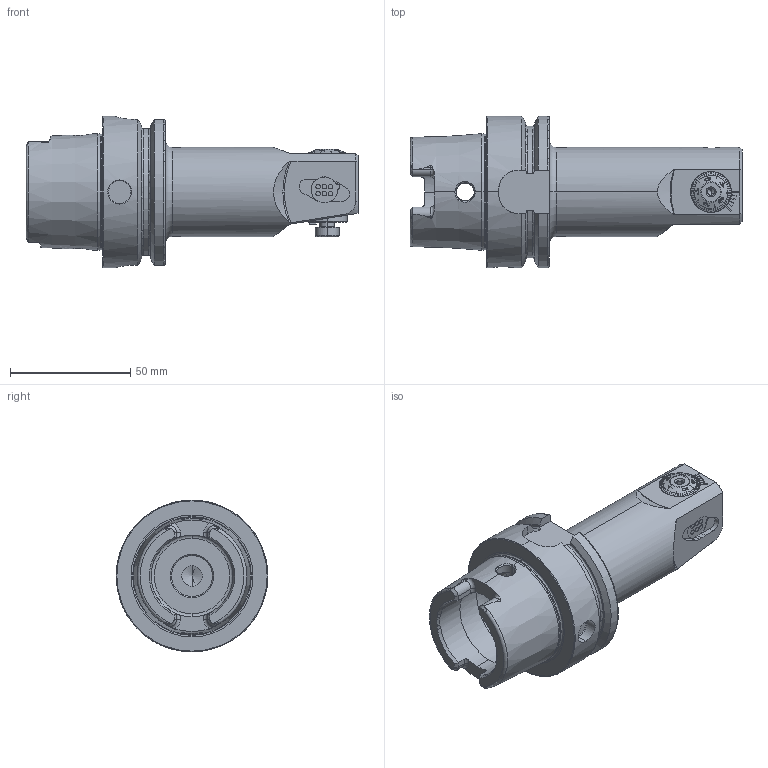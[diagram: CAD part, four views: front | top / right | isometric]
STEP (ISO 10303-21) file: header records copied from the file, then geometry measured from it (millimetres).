
FILE_DESCRIPTION (( 'STEP AP203' ), '1' );
FILE_NAME ('HA6.F32.040.110-D.STEP', '2024-08-27T07:51:57', ( '' ), ( '' ), 'SwSTEP 2.0', 'SolidWorks 2022', '' );
FILE_SCHEMA (( 'CONFIG_CONTROL_DESIGN' ));
Length unit declared in the file: millimetre
Products named in the file (17): DIN 7984 - M6 x 10; HA6-F32.DA3.110_A_bohrungen gefüllt; ISO 4026 - M6 x 8; T7 M2.5 x 6; F32-BG3.006.026_A; F32-BG2.009.012_A; Klebstoff D6; Fxx-MAB.xxx.xxx_A_F32x1.3; PEE-DA3.011.026_A; F32-BG2.014.012_A; F32-BG2.017.003_A; F32-BG2.017.004_A; F32-BG1.DA4.017_Standart; F32-BG1.010.006_A; HA6.F32.040.110-D; DIN 3771 - 15x1.0; F32-BG1.DA3.017_B_Aktuell 0.6.2014-Mx1.3
Assembly tree (16 placements, depth 3):
  HA6.F32.040.110-D
    HA6-F32.DA3.110_A_bohrungen gefüllt
    F32-BG1.DA4.017_Standart
      F32-BG1.DA3.017_B_Aktuell 0.6.2014-Mx1.3
      F32-BG2.014.012_A
      F32-BG2.017.003_A
      F32-BG2.017.004_A
      F32-BG2.009.012_A
      F32-BG1.010.006_A
      Fxx-MAB.xxx.xxx_A_F32x1.3
      DIN 3771 - 15x1.0
    Klebstoff D6
    T7 M2.5 x 6
    ISO 4026 - M6 x 8
    F32-BG3.006.026_A
    PEE-DA3.011.026_A
    DIN 7984 - M6 x 10
Bounding box: 137.9 x 63 x 63 mm (x, y, z)
Volume: 154954.4 mm3; surface area: 41466.2 mm2
Topology: 15 solids, 15 shells, 937 faces, 2431 edges, 1545 vertices
Faces by surface type: plane 449, cylinder 185, cone 183, torus 73, bspline 47
Entity records: 34547 total; most frequent: CARTESIAN_POINT 10786, ORIENTED_EDGE 4834, DIRECTION 4231, EDGE_CURVE 2417, AXIS2_PLACEMENT_3D 1588, VERTEX_POINT 1545, VECTOR 1055, LINE 1055
